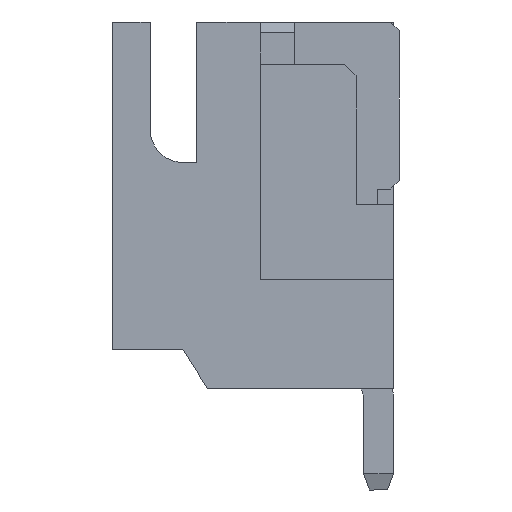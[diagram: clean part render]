
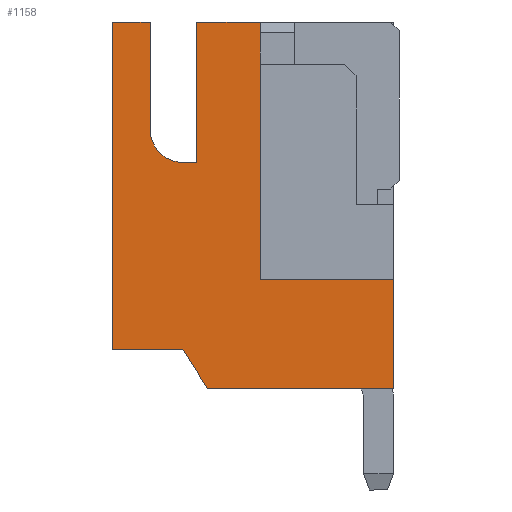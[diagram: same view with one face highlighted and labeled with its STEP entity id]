
A CAD part, left-side view. The second image highlights one B-rep face of the part: STEP entity #1158.
In plain terms, the highlighted planar face has unit normal (-1, 0, 0).
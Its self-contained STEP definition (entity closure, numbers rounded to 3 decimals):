
#31 = AXIS2_PLACEMENT_3D ( 'NONE', #154, #3478, #2776 ) ;
#49 = VERTEX_POINT ( 'NONE', #2629 ) ;
#138 = DIRECTION ( 'NONE',  ( 0., -1., 0. ) ) ;
#154 = CARTESIAN_POINT ( 'NONE',  ( -6.275, 0., 0. ) ) ;
#216 = DIRECTION ( 'NONE',  ( 0., -1., 0. ) ) ;
#296 = DIRECTION ( 'NONE',  ( 0., 0., -1. ) ) ;
#389 = CARTESIAN_POINT ( 'NONE',  ( -6.275, 6.125, -2. ) ) ;
#454 = PLANE ( 'NONE',  #31 ) ;
#511 = EDGE_CURVE ( 'NONE', #1258, #3315, #1729, .T. ) ;
#555 = VECTOR ( 'NONE', #1915, 1000. ) ;
#564 = LINE ( 'NONE', #4707, #4653 ) ;
#569 = CARTESIAN_POINT ( 'NONE',  ( -6.275, 2.975, -0.5 ) ) ;
#655 = VECTOR ( 'NONE', #1752, 1000. ) ;
#669 = LINE ( 'NONE', #3365, #1819 ) ;
#746 = CARTESIAN_POINT ( 'NONE',  ( -6.275, 4.625, -2. ) ) ;
#748 = EDGE_CURVE ( 'NONE', #1767, #3892, #3813, .T. ) ;
#864 = VECTOR ( 'NONE', #3700, 1000. ) ;
#897 = CARTESIAN_POINT ( 'NONE',  ( -6.275, 4.625, 2. ) ) ;
#903 = DIRECTION ( 'NONE',  ( 0., 0., -1. ) ) ;
#976 = CARTESIAN_POINT ( 'NONE',  ( -6.275, 4.099, -2.825 ) ) ;
#1007 = EDGE_CURVE ( 'NONE', #49, #2918, #1461, .T. ) ;
#1049 = LINE ( 'NONE', #4491, #4216 ) ;
#1090 = EDGE_CURVE ( 'NONE', #1859, #3269, #2597, .T. ) ;
#1148 = VECTOR ( 'NONE', #3263, 1000. ) ;
#1158 = ADVANCED_FACE ( 'NONE', ( #3581 ), #454, .T. ) ;
#1183 = ORIENTED_EDGE ( 'NONE', *, *, #1655, .F. ) ;
#1237 = AXIS2_PLACEMENT_3D ( 'NONE', #4616, #2359, #903 ) ;
#1258 = VERTEX_POINT ( 'NONE', #3601 ) ;
#1392 = ORIENTED_EDGE ( 'NONE', *, *, #2922, .F. ) ;
#1461 = LINE ( 'NONE', #1884, #2035 ) ;
#1551 = VECTOR ( 'NONE', #296, 1000. ) ;
#1655 = EDGE_CURVE ( 'NONE', #3218, #4934, #2848, .T. ) ;
#1716 = ORIENTED_EDGE ( 'NONE', *, *, #511, .F. ) ;
#1729 = LINE ( 'NONE', #2868, #655 ) ;
#1752 = DIRECTION ( 'NONE',  ( 0., 0., -1. ) ) ;
#1767 = VERTEX_POINT ( 'NONE', #746 ) ;
#1773 = EDGE_CURVE ( 'NONE', #2918, #1767, #669, .T. ) ;
#1783 = LINE ( 'NONE', #2501, #864 ) ;
#1819 = VECTOR ( 'NONE', #4466, 1000. ) ;
#1859 = VERTEX_POINT ( 'NONE', #2247 ) ;
#1884 = CARTESIAN_POINT ( 'NONE',  ( -6.275, 4.099, -2.825 ) ) ;
#1901 = LINE ( 'NONE', #4938, #1551 ) ;
#1915 = DIRECTION ( 'NONE',  ( 0., 1., 0. ) ) ;
#1989 = ORIENTED_EDGE ( 'NONE', *, *, #3659, .F. ) ;
#2035 = VECTOR ( 'NONE', #4497, 1000. ) ;
#2106 = EDGE_CURVE ( 'NONE', #2126, #49, #1901, .T. ) ;
#2126 = VERTEX_POINT ( 'NONE', #3698 ) ;
#2247 = CARTESIAN_POINT ( 'NONE',  ( -6.275, 5.325, 2.7 ) ) ;
#2348 = ORIENTED_EDGE ( 'NONE', *, *, #1773, .F. ) ;
#2359 = DIRECTION ( 'NONE',  ( -1., 0., 0. ) ) ;
#2457 = CARTESIAN_POINT ( 'NONE',  ( -6.275, 4.325, 5. ) ) ;
#2501 = CARTESIAN_POINT ( 'NONE',  ( -6.275, 5.325, 2.7 ) ) ;
#2515 = VERTEX_POINT ( 'NONE', #2558 ) ;
#2548 = DIRECTION ( 'NONE',  ( 0., 0., 1. ) ) ;
#2555 = ORIENTED_EDGE ( 'NONE', *, *, #3114, .F. ) ;
#2558 = CARTESIAN_POINT ( 'NONE',  ( -6.275, 6.125, 5. ) ) ;
#2566 = CARTESIAN_POINT ( 'NONE',  ( -6.275, 5.325, 5. ) ) ;
#2597 = CIRCLE ( 'NONE', #1237, 0.7 ) ;
#2629 = CARTESIAN_POINT ( 'NONE',  ( -6.275, 0.125, -2.825 ) ) ;
#2714 = LINE ( 'NONE', #2763, #4734 ) ;
#2763 = CARTESIAN_POINT ( 'NONE',  ( -6.275, 0.125, 5. ) ) ;
#2776 = DIRECTION ( 'NONE',  ( 0., 0., -1. ) ) ;
#2801 = ORIENTED_EDGE ( 'NONE', *, *, #1007, .F. ) ;
#2814 = LINE ( 'NONE', #4384, #1148 ) ;
#2848 = LINE ( 'NONE', #4761, #4511 ) ;
#2868 = CARTESIAN_POINT ( 'NONE',  ( -6.275, 2.975, 5. ) ) ;
#2918 = VERTEX_POINT ( 'NONE', #976 ) ;
#2922 = EDGE_CURVE ( 'NONE', #4317, #1859, #1783, .T. ) ;
#2969 = ORIENTED_EDGE ( 'NONE', *, *, #748, .F. ) ;
#3023 = ORIENTED_EDGE ( 'NONE', *, *, #4018, .F. ) ;
#3114 = EDGE_CURVE ( 'NONE', #3892, #2515, #1049, .T. ) ;
#3162 = ORIENTED_EDGE ( 'NONE', *, *, #1090, .F. ) ;
#3218 = VERTEX_POINT ( 'NONE', #4611 ) ;
#3263 = DIRECTION ( 'NONE',  ( 0., -1., 0. ) ) ;
#3269 = VERTEX_POINT ( 'NONE', #897 ) ;
#3284 = CARTESIAN_POINT ( 'NONE',  ( -6.275, 6.125, -2. ) ) ;
#3315 = VERTEX_POINT ( 'NONE', #569 ) ;
#3365 = CARTESIAN_POINT ( 'NONE',  ( -6.275, 4.625, -2. ) ) ;
#3478 = DIRECTION ( 'NONE',  ( -1., 0., 0. ) ) ;
#3538 = ORIENTED_EDGE ( 'NONE', *, *, #3788, .F. ) ;
#3581 = FACE_OUTER_BOUND ( 'NONE', #3595, .T. ) ;
#3595 = EDGE_LOOP ( 'NONE', ( #1989, #1183, #4595, #3162, #1392, #3023, #2555, #2969, #2348, #2801, #4147, #3538, #1716 ) ) ;
#3601 = CARTESIAN_POINT ( 'NONE',  ( -6.275, 2.975, 5. ) ) ;
#3611 = CARTESIAN_POINT ( 'NONE',  ( -6.275, 2.975, -0.5 ) ) ;
#3659 = EDGE_CURVE ( 'NONE', #4934, #1258, #2714, .T. ) ;
#3665 = LINE ( 'NONE', #3611, #4174 ) ;
#3698 = CARTESIAN_POINT ( 'NONE',  ( -6.275, 0.125, -0.5 ) ) ;
#3700 = DIRECTION ( 'NONE',  ( 0., 0., -1. ) ) ;
#3732 = EDGE_CURVE ( 'NONE', #3269, #3218, #2814, .T. ) ;
#3788 = EDGE_CURVE ( 'NONE', #3315, #2126, #3665, .T. ) ;
#3813 = LINE ( 'NONE', #389, #555 ) ;
#3892 = VERTEX_POINT ( 'NONE', #3284 ) ;
#4018 = EDGE_CURVE ( 'NONE', #2515, #4317, #564, .T. ) ;
#4121 = DIRECTION ( 'NONE',  ( 0., 0., 1. ) ) ;
#4147 = ORIENTED_EDGE ( 'NONE', *, *, #2106, .F. ) ;
#4174 = VECTOR ( 'NONE', #138, 1000. ) ;
#4216 = VECTOR ( 'NONE', #4121, 1000. ) ;
#4260 = DIRECTION ( 'NONE',  ( 0., -1., 0. ) ) ;
#4317 = VERTEX_POINT ( 'NONE', #2566 ) ;
#4384 = CARTESIAN_POINT ( 'NONE',  ( -6.275, 4.325, 2. ) ) ;
#4466 = DIRECTION ( 'NONE',  ( 0., 0.537, 0.843 ) ) ;
#4491 = CARTESIAN_POINT ( 'NONE',  ( -6.275, 6.125, 5. ) ) ;
#4497 = DIRECTION ( 'NONE',  ( 0., 1., 0. ) ) ;
#4511 = VECTOR ( 'NONE', #2548, 1000. ) ;
#4595 = ORIENTED_EDGE ( 'NONE', *, *, #3732, .F. ) ;
#4611 = CARTESIAN_POINT ( 'NONE',  ( -6.275, 4.325, 2. ) ) ;
#4616 = CARTESIAN_POINT ( 'NONE',  ( -6.275, 4.625, 2.7 ) ) ;
#4653 = VECTOR ( 'NONE', #216, 1000. ) ;
#4707 = CARTESIAN_POINT ( 'NONE',  ( -6.275, 5.325, 5. ) ) ;
#4734 = VECTOR ( 'NONE', #4260, 1000. ) ;
#4761 = CARTESIAN_POINT ( 'NONE',  ( -6.275, 4.325, 5. ) ) ;
#4934 = VERTEX_POINT ( 'NONE', #2457 ) ;
#4938 = CARTESIAN_POINT ( 'NONE',  ( -6.275, 0.125, -2.825 ) ) ;
